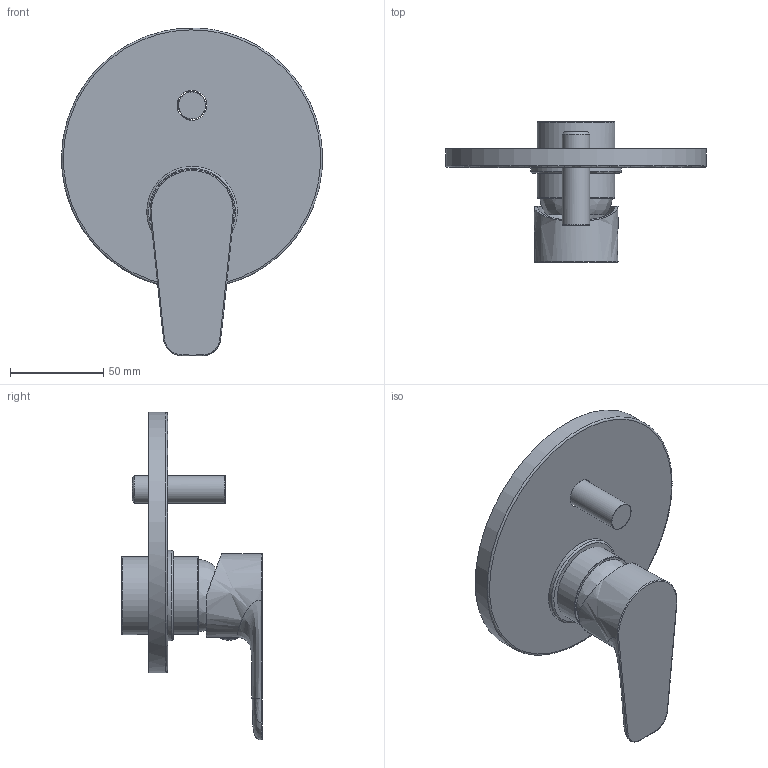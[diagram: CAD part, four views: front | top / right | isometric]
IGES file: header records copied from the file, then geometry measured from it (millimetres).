
Start section: C
Global section: file name: G032.igs; native system: By Siemens PLM Incorporated; preprocessor: XPlus GENERIC/IGES 18.0.17; author: Author; organization: Title; date: 20160405.111804; units: millimetre
Bounding box: 139.96 x 75.4 x 175.89 mm (x, y, z)
Volume: 61212.3 mm3; surface area: 72778.8 mm2
Topology: 6 solids, 6 shells, 127 faces, 316 edges, 200 vertices
Faces by surface type: bspline 127
